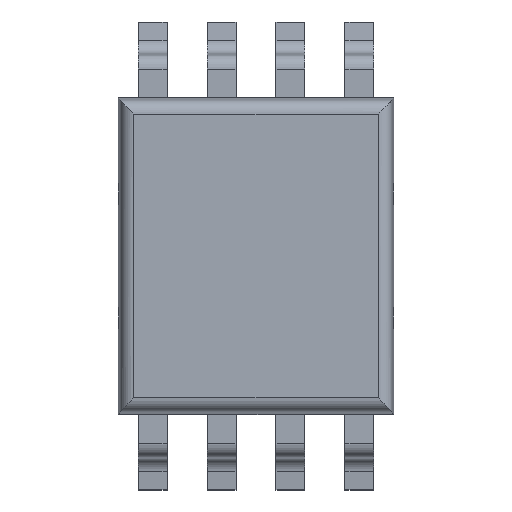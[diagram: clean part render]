
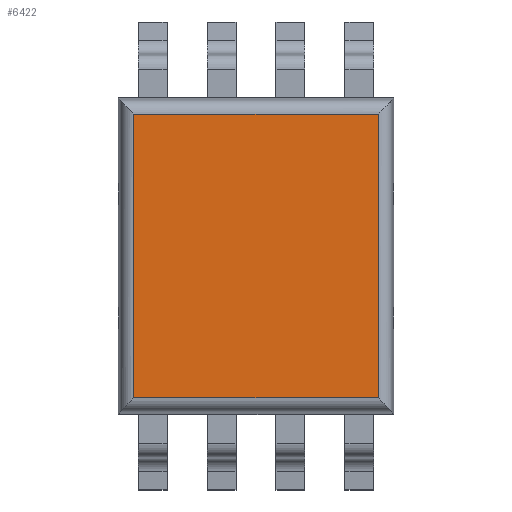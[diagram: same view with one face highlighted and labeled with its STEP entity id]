
A CAD part, top view. The second image highlights one B-rep face of the part: STEP entity #6422.
In plain terms, the highlighted planar face has unit normal (0, 0, 1).
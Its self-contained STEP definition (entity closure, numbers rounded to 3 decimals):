
#2014=ORIENTED_EDGE('',*,*,#3004,.F.);
#2015=ORIENTED_EDGE('',*,*,#3005,.T.);
#2016=ORIENTED_EDGE('',*,*,#3006,.T.);
#2017=ORIENTED_EDGE('',*,*,#3007,.F.);
#3004=EDGE_CURVE('',#3634,#3635,#4396,.T.);
#3005=EDGE_CURVE('',#3634,#3636,#4397,.T.);
#3006=EDGE_CURVE('',#3636,#3637,#4398,.T.);
#3007=EDGE_CURVE('',#3635,#3637,#4399,.T.);
#3634=VERTEX_POINT('',#10683);
#3635=VERTEX_POINT('',#10684);
#3636=VERTEX_POINT('',#10686);
#3637=VERTEX_POINT('',#10688);
#4396=LINE('',#10682,#5156);
#4397=LINE('',#10685,#5157);
#4398=LINE('',#10687,#5158);
#4399=LINE('',#10689,#5159);
#5156=VECTOR('',#8737,1000.);
#5157=VECTOR('',#8738,1000.);
#5158=VECTOR('',#8739,1000.);
#5159=VECTOR('',#8740,1000.);
#5496=EDGE_LOOP('',(#2014,#2015,#2016,#2017));
#5834=FACE_BOUND('',#5496,.T.);
#6100=PLANE('',#7072);
#6422=ADVANCED_FACE('',(#5834),#6100,.F.);
#7072=AXIS2_PLACEMENT_3D('',#10681,#8735,#8736);
#8735=DIRECTION('',(0.,0.,-1.));
#8736=DIRECTION('',(-1.,0.,0.));
#8737=DIRECTION('',(1.,0.,0.));
#8738=DIRECTION('',(0.,-1.,0.));
#8739=DIRECTION('',(1.,0.,0.));
#8740=DIRECTION('',(0.,-1.,0.));
#10681=CARTESIAN_POINT('',(0.,0.,0.));
#10682=CARTESIAN_POINT('',(-1.703,1.03,0.));
#10683=CARTESIAN_POINT('',(-0.886,1.03,0.));
#10684=CARTESIAN_POINT('',(0.886,1.03,0.));
#10685=CARTESIAN_POINT('',(-0.886,3.896,0.));
#10686=CARTESIAN_POINT('',(-0.886,-1.03,0.));
#10687=CARTESIAN_POINT('',(-1.703,-1.03,0.));
#10688=CARTESIAN_POINT('',(0.886,-1.03,0.));
#10689=CARTESIAN_POINT('',(0.886,3.896,0.));
